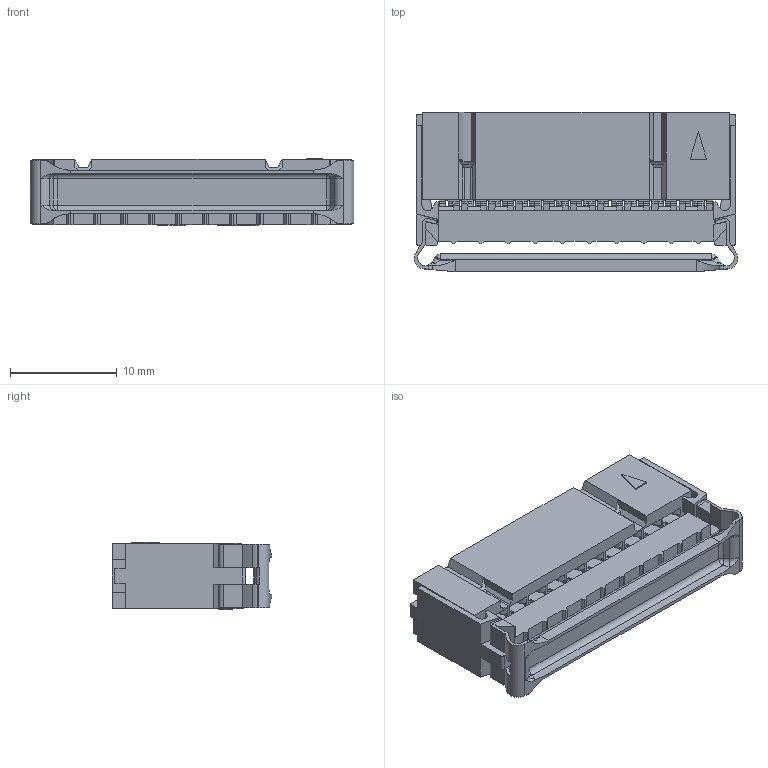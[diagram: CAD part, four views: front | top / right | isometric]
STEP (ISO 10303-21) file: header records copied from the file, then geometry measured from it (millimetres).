
FILE_DESCRIPTION(/* description */ (''),/* implementation_level */ '2;1');
FILE_NAME(/* name */ 'CWR-210-20_3D Model.stp',/* time_stamp */ '2023-11-27T11:15:16-05:00',/* author */ ('dwiltbank'),/* organization */ (''),/* preprocessor_version */ 'ST-DEVELOPER v19.2',/* originating_system */ 'Autodesk Inventor 2024',/* authorisation */ '');
FILE_SCHEMA (('AUTOMOTIVE_DESIGN { 1 0 10303 214 3 1 1 }'));
Products named in the file (1): CWR-210-20_Simplify_1
Bounding box: 30.23 x 14.89 x 6.35 mm (x, y, z)
Volume: 1652.2 mm3; surface area: 4498 mm2
Topology: 1 solids, 1 shells, 2789 faces, 7424 edges, 4595 vertices
Faces by surface type: plane 1964, cylinder 594, bspline 219, sphere 8, torus 4
Entity records: 90689 total; most frequent: CARTESIAN_POINT 19594, ORIENTED_EDGE 14848, DIRECTION 12946, EDGE_CURVE 7424, LINE 6156, VECTOR 6156, VERTEX_POINT 4595, AXIS2_PLACEMENT_3D 3395
